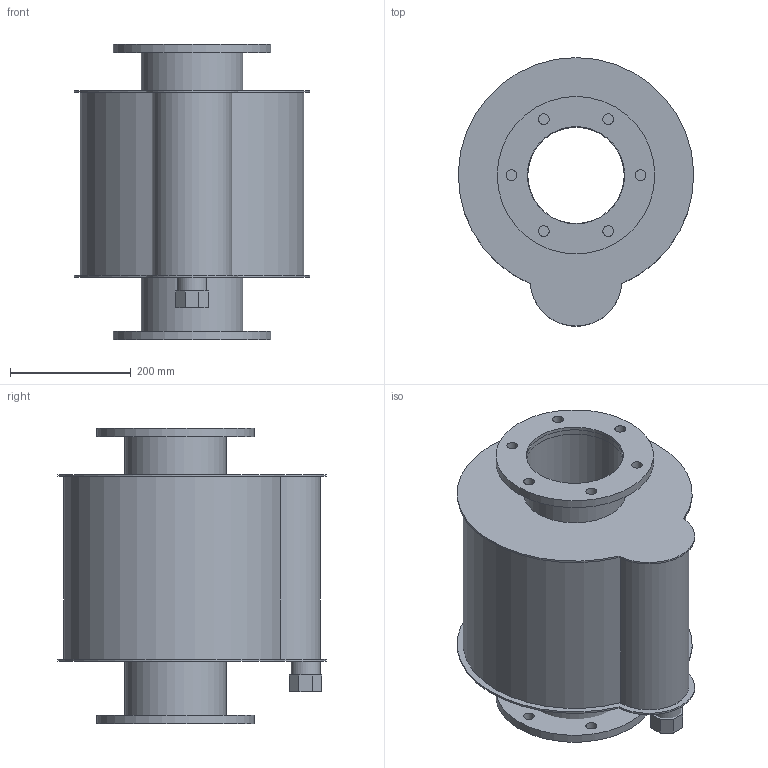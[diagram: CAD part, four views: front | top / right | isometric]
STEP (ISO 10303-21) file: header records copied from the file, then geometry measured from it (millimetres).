
FILE_DESCRIPTION(/* description */ (''),/* implementation_level */ '2;1');
FILE_NAME(/* name */ 'VKV 6.STP',/* time_stamp */ '2015-01-22T13:36:07+01:00',/* author */ ('Tekenkamer'),/* organization */ (''),/* preprocessor_version */ 'ST-DEVELOPER v15.6',/* originating_system */ 'Autodesk Inventor 2015',/* authorisation */ '');
FILE_SCHEMA (('AUTOMOTIVE_DESIGN { 1 0 10303 214 3 1 1 }'));
Length unit declared in the file: millimetre
Products named in the file (1): MAAT3D
Bounding box: 389.85 x 444.9 x 490 mm (x, y, z)
Volume: 3342730.9 mm3; surface area: 1718627.6 mm2
Topology: 10 solids, 10 shells, 63 faces, 129 edges, 86 vertices
Faces by surface type: cylinder 33, plane 30
Full cylindrical faces by diameter (mm): 18 x12, 42.1 x2, 48.3 x1, 160 x2, 161 x2, 168 x2, 170 x2, 261 x2, 364 x1, 370 x1
Entity records: 1660 total; most frequent: DIRECTION 296, CARTESIAN_POINT 252, ORIENTED_EDGE 204, EDGE_LOOP 132, AXIS2_PLACEMENT_3D 130, EDGE_CURVE 102, VERTEX_POINT 86, FACE_BOUND 69
